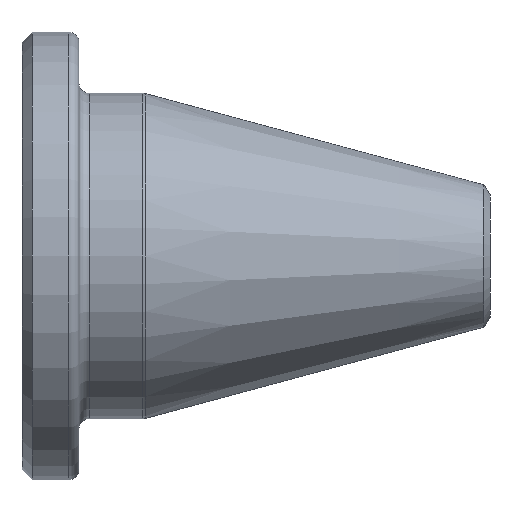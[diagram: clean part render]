
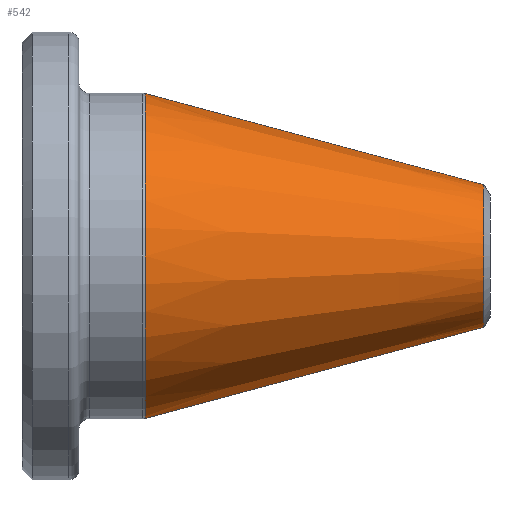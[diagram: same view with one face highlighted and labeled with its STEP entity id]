
A CAD part, left-side view. The second image highlights one B-rep face of the part: STEP entity #542.
In plain terms, the highlighted conical face has half-angle 15.081 degrees and reference radius 3.5 mm.
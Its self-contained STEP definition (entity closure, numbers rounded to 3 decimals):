
#33 = DIRECTION ( 'NONE',  ( 0., 0., -1. ) ) ;
#40 = CARTESIAN_POINT ( 'NONE',  ( 0., 0.3, 3.5 ) ) ;
#64 = EDGE_CURVE ( 'NONE', #309, #397, #336, .T. ) ;
#74 = CARTESIAN_POINT ( 'NONE',  ( 0., 0.3, 0. ) ) ;
#92 = FACE_OUTER_BOUND ( 'NONE', #487, .T. ) ;
#132 = VERTEX_POINT ( 'NONE', #139 ) ;
#135 = EDGE_CURVE ( 'NONE', #701, #132, #210, .T. ) ;
#138 = DIRECTION ( 'NONE',  ( 0., 0.966, 0.26 ) ) ;
#139 = CARTESIAN_POINT ( 'NONE',  ( 0., 0.3, -3.5 ) ) ;
#191 = LINE ( 'NONE', #350, #412 ) ;
#210 = CIRCLE ( 'NONE', #590, 3.5 ) ;
#263 = CARTESIAN_POINT ( 'NONE',  ( 0., 16.936, 7.983 ) ) ;
#299 = DIRECTION ( 'NONE',  ( 0., 1., 0. ) ) ;
#309 = VERTEX_POINT ( 'NONE', #263 ) ;
#312 = DIRECTION ( 'NONE',  ( 0., 0.966, -0.26 ) ) ;
#315 = EDGE_CURVE ( 'NONE', #132, #397, #480, .T. ) ;
#324 = AXIS2_PLACEMENT_3D ( 'NONE', #395, #299, #344 ) ;
#336 = CIRCLE ( 'NONE', #462, 7.983 ) ;
#343 = ORIENTED_EDGE ( 'NONE', *, *, #64, .T. ) ;
#344 = DIRECTION ( 'NONE',  ( 0., 0., 1. ) ) ;
#350 = CARTESIAN_POINT ( 'NONE',  ( 0., 0.3, 3.5 ) ) ;
#382 = CARTESIAN_POINT ( 'NONE',  ( 0., 16.936, 0. ) ) ;
#395 = CARTESIAN_POINT ( 'NONE',  ( 0., 0.3, 0. ) ) ;
#397 = VERTEX_POINT ( 'NONE', #597 ) ;
#412 = VECTOR ( 'NONE', #138, 1000. ) ;
#442 = ORIENTED_EDGE ( 'NONE', *, *, #515, .T. ) ;
#462 = AXIS2_PLACEMENT_3D ( 'NONE', #382, #605, #551 ) ;
#480 = LINE ( 'NONE', #589, #598 ) ;
#487 = EDGE_LOOP ( 'NONE', ( #643, #615, #442, #343 ) ) ;
#515 = EDGE_CURVE ( 'NONE', #701, #309, #191, .T. ) ;
#522 = DIRECTION ( 'NONE',  ( 0., -1., 0. ) ) ;
#542 = ADVANCED_FACE ( 'NONE', ( #92 ), #625, .T. ) ;
#551 = DIRECTION ( 'NONE',  ( 0., 0., -1. ) ) ;
#589 = CARTESIAN_POINT ( 'NONE',  ( 0., 0.3, -3.5 ) ) ;
#590 = AXIS2_PLACEMENT_3D ( 'NONE', #74, #522, #33 ) ;
#597 = CARTESIAN_POINT ( 'NONE',  ( 0., 16.936, -7.983 ) ) ;
#598 = VECTOR ( 'NONE', #312, 1000. ) ;
#605 = DIRECTION ( 'NONE',  ( 0., -1., 0. ) ) ;
#615 = ORIENTED_EDGE ( 'NONE', *, *, #135, .F. ) ;
#625 = CONICAL_SURFACE ( 'NONE', #324, 3.5, 0.263 ) ;
#643 = ORIENTED_EDGE ( 'NONE', *, *, #315, .F. ) ;
#701 = VERTEX_POINT ( 'NONE', #40 ) ;
